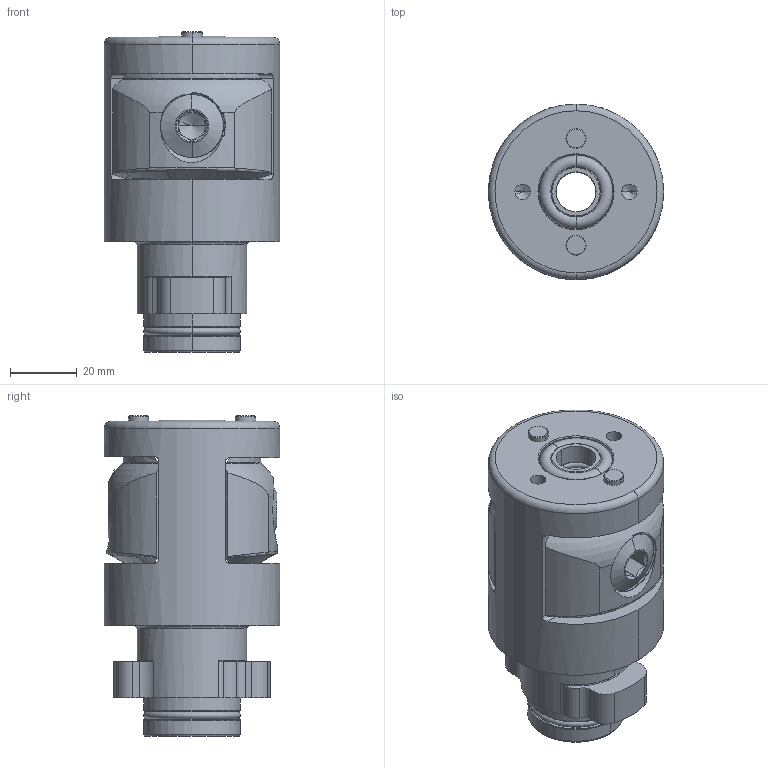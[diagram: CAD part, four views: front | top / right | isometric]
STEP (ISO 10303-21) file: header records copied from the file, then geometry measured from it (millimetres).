
FILE_DESCRIPTION((''),'2;1');
FILE_NAME('29736-000-02-EN1_ASM','2015-01-27T',('brunnert'),(''),'PRO/ENGINEER BY PARAMETRIC TECHNOLOGY CORPORATION, 2011220','PRO/ENGINEER BY PARAMETRIC TECHNOLOGY CORPORATION, 2011220','');
FILE_SCHEMA(('AUTOMOTIVE_DESIGN_CC2 { 1 2 10303 214 -1 1 5 2 }'));
Products named in the file (2): KS100-10-MQL; 29736-000-02-EN1_ASM
Assembly tree (1 placements, depth 2):
  29736-000-02-EN1_ASM
    KS100-10-MQL
Bounding box: 52.6 x 52.6 x 95.97 mm (x, y, z)
Volume: 139647.3 mm3; surface area: 40001.3 mm2
Topology: 1 solids, 3 shells, 488 faces, 1771 edges, 1720 vertices
Faces by surface type: cylinder 180, bspline 92, plane 79, torus 70, cone 67
Entity records: 80263 total; most frequent: CARTESIAN_POINT 58800, ORIENTED_EDGE 2640, PRESENTATION_STYLE_ASSIGNMENT 2251, DIRECTION 2095, STYLED_ITEM 1763, CURVE_STYLE 1762, EDGE_CURVE 1320, B_SPLINE_CURVE_WITH_KNOTS 921
